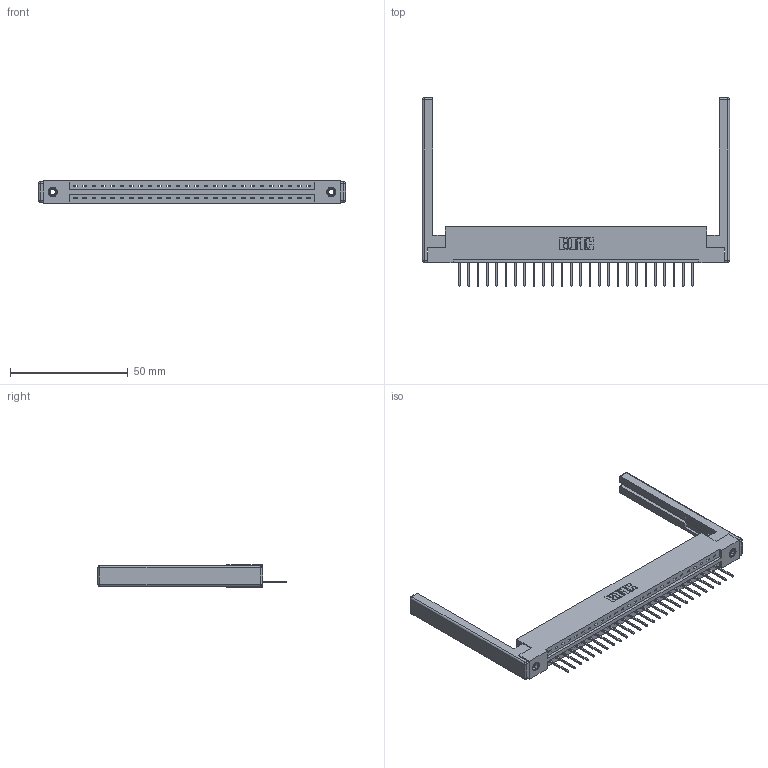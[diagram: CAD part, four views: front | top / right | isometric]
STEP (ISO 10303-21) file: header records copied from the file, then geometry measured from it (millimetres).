
FILE_DESCRIPTION (( 'STEP AP203' ), '1' );
FILE_NAME ('337-026-523-168.STEP', '2019-09-30T18:30:13', ( '' ), ( '' ), 'SwSTEP 2.0', 'SolidWorks 2016', '' );
FILE_SCHEMA (( 'CONFIG_CONTROL_DESIGN' ));
Length unit declared in the file: inch
Products named in the file (5): 307-220-068; 345-292-001_345-293-123; 337-026-523-168; 337 Part_Flush Mounting Lugs - 0.156 Dia-TI; 345-250-001_345-250-001-102
Assembly tree (31 placements, depth 2):
  337-026-523-168
    337 Part_Flush Mounting Lugs - 0.156 Dia-TI
    345-292-001_345-293-123  x26
    345-250-001_345-250-001-102  x2
    307-220-068  x2
Bounding box: 130.45 x 79.89 x 9.4 mm (x, y, z)
Volume: 17739.5 mm3; surface area: 17820.3 mm2
Topology: 31 solids, 31 shells, 1880 faces, 5589 edges, 3670 vertices
Faces by surface type: plane 1354, cylinder 502, cone 12, sphere 8, torus 4
Entity records: 24174 total; most frequent: CARTESIAN_POINT 4165, ORIENTED_EDGE 4116, DIRECTION 3612, EDGE_CURVE 2058, VECTOR 1880, LINE 1880, VERTEX_POINT 1362, AXIS2_PLACEMENT_3D 866
